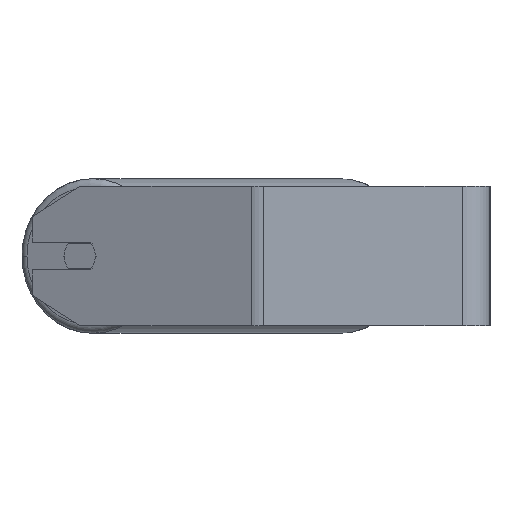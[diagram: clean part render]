
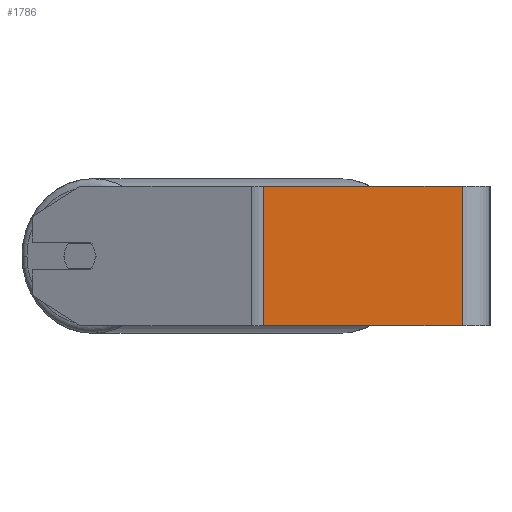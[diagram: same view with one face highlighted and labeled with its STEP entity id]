
A CAD part, left-side view. The second image highlights one B-rep face of the part: STEP entity #1786.
In plain terms, the highlighted planar face has unit normal (-1, 0, 0).
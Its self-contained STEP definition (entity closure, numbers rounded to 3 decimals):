
#131 = EDGE_CURVE ( 'NONE', #1197, #2665, #643, .T. ) ;
#605 = DIRECTION ( 'NONE',  ( 0., 0., -1. ) ) ;
#643 = LINE ( 'NONE', #1108, #2276 ) ;
#740 = VECTOR ( 'NONE', #4947, 1000. ) ;
#1108 = CARTESIAN_POINT ( 'NONE',  ( -395., 16., 40. ) ) ;
#1170 = CARTESIAN_POINT ( 'NONE',  ( -395., 16., 40. ) ) ;
#1197 = VERTEX_POINT ( 'NONE', #1170 ) ;
#1199 = CARTESIAN_POINT ( 'NONE',  ( -395., 133.993, 40. ) ) ;
#1373 = VECTOR ( 'NONE', #6557, 1000. ) ;
#1538 = CARTESIAN_POINT ( 'NONE',  ( -395., 130.446, -40. ) ) ;
#1731 = EDGE_CURVE ( 'NONE', #4684, #1197, #3488, .T. ) ;
#1786 = ADVANCED_FACE ( 'NONE', ( #5502 ), #6653, .F. ) ;
#1868 = CARTESIAN_POINT ( 'NONE',  ( -395., 133.993, 40. ) ) ;
#2054 = EDGE_LOOP ( 'NONE', ( #6796, #2588, #2967, #6632 ) ) ;
#2276 = VECTOR ( 'NONE', #605, 1000. ) ;
#2326 = VECTOR ( 'NONE', #2666, 1000. ) ;
#2588 = ORIENTED_EDGE ( 'NONE', *, *, #131, .F. ) ;
#2665 = VERTEX_POINT ( 'NONE', #3044 ) ;
#2666 = DIRECTION ( 'NONE',  ( 0., 0., -1. ) ) ;
#2967 = ORIENTED_EDGE ( 'NONE', *, *, #1731, .F. ) ;
#3044 = CARTESIAN_POINT ( 'NONE',  ( -395., 16., -40. ) ) ;
#3188 = LINE ( 'NONE', #5409, #2326 ) ;
#3488 = LINE ( 'NONE', #1199, #1373 ) ;
#4024 = EDGE_CURVE ( 'NONE', #4684, #5642, #3188, .T. ) ;
#4076 = AXIS2_PLACEMENT_3D ( 'NONE', #1868, #6173, #4412 ) ;
#4412 = DIRECTION ( 'NONE',  ( 0., 0., -1. ) ) ;
#4447 = LINE ( 'NONE', #5403, #740 ) ;
#4684 = VERTEX_POINT ( 'NONE', #6935 ) ;
#4947 = DIRECTION ( 'NONE',  ( 0., -1., 0. ) ) ;
#5403 = CARTESIAN_POINT ( 'NONE',  ( -395., 133.993, -40. ) ) ;
#5409 = CARTESIAN_POINT ( 'NONE',  ( -395., 130.446, 40. ) ) ;
#5502 = FACE_OUTER_BOUND ( 'NONE', #2054, .T. ) ;
#5642 = VERTEX_POINT ( 'NONE', #1538 ) ;
#6173 = DIRECTION ( 'NONE',  ( 1., 0., 0. ) ) ;
#6178 = EDGE_CURVE ( 'NONE', #5642, #2665, #4447, .T. ) ;
#6557 = DIRECTION ( 'NONE',  ( 0., -1., 0. ) ) ;
#6632 = ORIENTED_EDGE ( 'NONE', *, *, #4024, .T. ) ;
#6653 = PLANE ( 'NONE',  #4076 ) ;
#6796 = ORIENTED_EDGE ( 'NONE', *, *, #6178, .T. ) ;
#6935 = CARTESIAN_POINT ( 'NONE',  ( -395., 130.446, 40. ) ) ;
